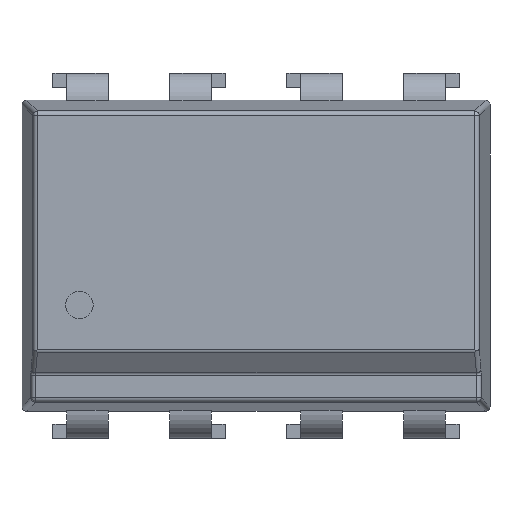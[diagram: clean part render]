
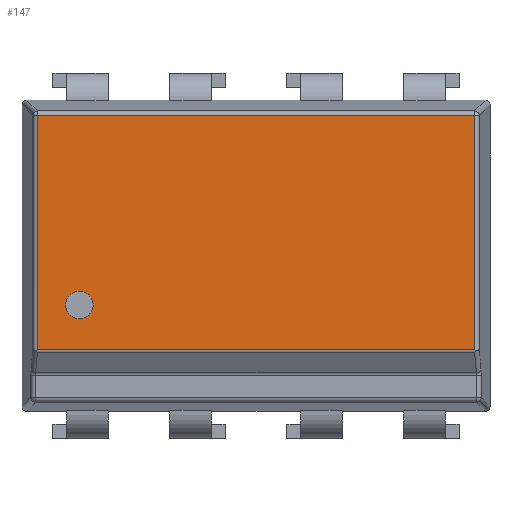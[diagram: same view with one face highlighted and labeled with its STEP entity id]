
A CAD part, top view. The second image highlights one B-rep face of the part: STEP entity #147.
In plain terms, the highlighted planar face has unit normal (0, 0, 1).
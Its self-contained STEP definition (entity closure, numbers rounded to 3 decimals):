
#147=ADVANCED_FACE('',(#2216,#2218),#2220,.T.);
#2216=FACE_BOUND('',#2217,.T.);
#2217=EDGE_LOOP('',(#3887,#3888,#3889,#3890));
#2218=FACE_BOUND('',#2219,.T.);
#2219=EDGE_LOOP('',(#3891));
#2220=PLANE('',#2221);
#2221=AXIS2_PLACEMENT_3D('',#2222,#2223,#2224);
#2222=CARTESIAN_POINT('',(0.,0.,4.8));
#2223=DIRECTION('',(0.,0.,1.));
#2224=DIRECTION('',(1.,0.,0.));
#3887=ORIENTED_EDGE('',*,*,#4901,.T.);
#3888=ORIENTED_EDGE('',*,*,#4902,.T.);
#3889=ORIENTED_EDGE('',*,*,#4903,.T.);
#3890=ORIENTED_EDGE('',*,*,#4904,.T.);
#3891=ORIENTED_EDGE('',*,*,#4900,.F.);
#4900=EDGE_CURVE('',#5407,#5407,#5408,.T.);
#4901=EDGE_CURVE('',#5409,#5410,#5411,.T.);
#4902=EDGE_CURVE('',#5410,#5412,#5413,.T.);
#4903=EDGE_CURVE('',#5412,#5414,#5415,.T.);
#4904=EDGE_CURVE('',#5414,#5409,#5416,.F.);
#5407=VERTEX_POINT('',#6219);
#5408=CIRCLE('',#6220,0.3);
#5409=VERTEX_POINT('',#6224);
#5410=VERTEX_POINT('',#6225);
#5411=LINE('',#6226,#6227);
#5412=VERTEX_POINT('',#6229);
#5413=LINE('',#6230,#6231);
#5414=VERTEX_POINT('',#6233);
#5415=LINE('',#6234,#6235);
#5416=LINE('',#6237,#6238);
#6219=CARTESIAN_POINT('',(0.276,2.737,4.8));
#6220=AXIS2_PLACEMENT_3D('',#6221,#6222,#6223);
#6221=CARTESIAN_POINT('',(-0.024,2.737,4.8));
#6222=DIRECTION('',(0.,0.,1.));
#6223=DIRECTION('',(1.,0.,0.));
#6224=CARTESIAN_POINT('',(8.556,1.769,4.8));
#6225=CARTESIAN_POINT('',(8.556,6.851,4.8));
#6226=CARTESIAN_POINT('',(8.556,1.769,4.8));
#6227=VECTOR('',#6228,1.);
#6228=DIRECTION('',(0.,1.,0.));
#6229=CARTESIAN_POINT('',(-0.936,6.851,4.8));
#6230=CARTESIAN_POINT('',(8.556,6.851,4.8));
#6231=VECTOR('',#6232,1.);
#6232=DIRECTION('',(-1.,0.,0.));
#6233=CARTESIAN_POINT('',(-0.936,1.769,4.8));
#6234=CARTESIAN_POINT('',(-0.936,6.851,4.8));
#6235=VECTOR('',#6236,1.);
#6236=DIRECTION('',(0.,-1.,0.));
#6237=CARTESIAN_POINT('',(8.556,1.769,4.8));
#6238=VECTOR('',#6239,1.);
#6239=DIRECTION('',(-1.,0.,0.));
